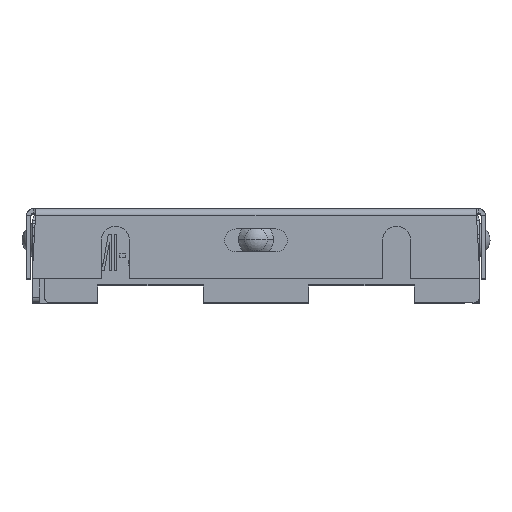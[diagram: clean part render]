
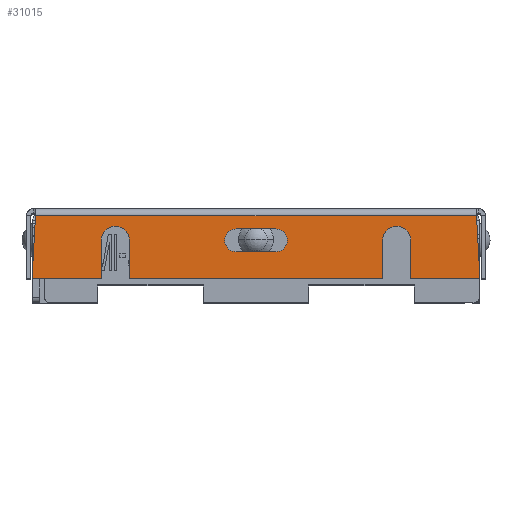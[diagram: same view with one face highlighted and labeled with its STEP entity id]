
A CAD part, top view. The second image highlights one B-rep face of the part: STEP entity #31015.
In plain terms, the highlighted planar face has unit normal (0, 0, 1).
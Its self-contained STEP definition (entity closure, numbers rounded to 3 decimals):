
#24078=DIRECTION('',(-0.056,-0.998,0.));
#24079=VECTOR('',#24078,1.803);
#24080=CARTESIAN_POINT('',(-6.27,0.8,7.01));
#24081=LINE('',#24080,#24079);
#24082=DIRECTION('',(-1.,0.,0.));
#24083=VECTOR('',#24082,12.539);
#24084=CARTESIAN_POINT('',(6.27,0.8,7.01));
#24085=LINE('',#24084,#24083);
#24086=DIRECTION('',(0.056,-0.998,0.));
#24087=VECTOR('',#24086,1.803);
#24088=CARTESIAN_POINT('',(6.27,0.8,7.01));
#24089=LINE('',#24088,#24087);
#24090=DIRECTION('',(0.,1.,0.));
#24091=VECTOR('',#24090,1.1);
#24092=CARTESIAN_POINT('',(4.4,-1.,7.01));
#24093=LINE('',#24092,#24091);
#24094=CARTESIAN_POINT('',(4.,0.1,7.01));
#24095=DIRECTION('',(0.,0.,1.));
#24096=DIRECTION('',(1.,0.,0.));
#24097=AXIS2_PLACEMENT_3D('',#24094,#24095,#24096);
#24099=DIRECTION('',(0.,1.,0.));
#24100=VECTOR('',#24099,1.1);
#24101=CARTESIAN_POINT('',(3.6,-1.,7.01));
#24102=LINE('',#24101,#24100);
#24103=DIRECTION('',(0.,1.,0.));
#24104=VECTOR('',#24103,1.1);
#24105=CARTESIAN_POINT('',(-3.6,-1.,7.01));
#24106=LINE('',#24105,#24104);
#24107=CARTESIAN_POINT('',(-4.,0.1,7.01));
#24108=DIRECTION('',(0.,0.,1.));
#24109=DIRECTION('',(1.,0.,0.));
#24110=AXIS2_PLACEMENT_3D('',#24107,#24108,#24109);
#24112=DIRECTION('',(0.,1.,0.));
#24113=VECTOR('',#24112,1.1);
#24114=CARTESIAN_POINT('',(-4.4,-1.,7.01));
#24115=LINE('',#24114,#24113);
#24116=DIRECTION('',(1.,0.,0.));
#24117=VECTOR('',#24116,1.13);
#24118=CARTESIAN_POINT('',(-0.565,0.425,7.01));
#24119=LINE('',#24118,#24117);
#24120=CARTESIAN_POINT('',(-0.565,0.1,7.01));
#24121=DIRECTION('',(0.,0.,1.));
#24122=DIRECTION('',(0.,1.,0.));
#24123=AXIS2_PLACEMENT_3D('',#24120,#24121,#24122);
#24125=DIRECTION('',(-1.,0.,0.));
#24126=VECTOR('',#24125,1.13);
#24127=CARTESIAN_POINT('',(0.565,-0.225,7.01));
#24128=LINE('',#24127,#24126);
#24129=CARTESIAN_POINT('',(0.565,0.1,7.01));
#24130=DIRECTION('',(0.,0.,1.));
#24131=DIRECTION('',(0.,-1.,0.));
#24132=AXIS2_PLACEMENT_3D('',#24129,#24130,#24131);
#24138=DIRECTION('',(1.,0.,0.));
#24139=VECTOR('',#24138,1.97);
#24140=CARTESIAN_POINT('',(-6.37,-1.,7.01));
#24141=LINE('',#24140,#24139);
#24154=DIRECTION('',(1.,0.,0.));
#24155=VECTOR('',#24154,1.97);
#24156=CARTESIAN_POINT('',(4.4,-1.,7.01));
#24157=LINE('',#24156,#24155);
#24166=DIRECTION('',(-1.,0.,0.));
#24167=VECTOR('',#24166,7.2);
#24168=CARTESIAN_POINT('',(3.6,-1.,7.01));
#24169=LINE('',#24168,#24167);
#27006=CARTESIAN_POINT('',(4.4,0.1,7.01));
#27007=CARTESIAN_POINT('',(3.6,0.1,7.01));
#27008=VERTEX_POINT('',#27006);
#27009=VERTEX_POINT('',#27007);
#27010=CARTESIAN_POINT('',(4.4,-1.,7.01));
#27011=VERTEX_POINT('',#27010);
#27012=CARTESIAN_POINT('',(3.6,-1.,7.01));
#27013=VERTEX_POINT('',#27012);
#27014=CARTESIAN_POINT('',(-3.6,0.1,7.01));
#27015=CARTESIAN_POINT('',(-4.4,0.1,7.01));
#27016=VERTEX_POINT('',#27014);
#27017=VERTEX_POINT('',#27015);
#27018=CARTESIAN_POINT('',(-3.6,-1.,7.01));
#27019=VERTEX_POINT('',#27018);
#27020=CARTESIAN_POINT('',(-4.4,-1.,7.01));
#27021=VERTEX_POINT('',#27020);
#27166=CARTESIAN_POINT('',(-0.565,0.425,7.01));
#27167=CARTESIAN_POINT('',(0.565,0.425,7.01));
#27168=VERTEX_POINT('',#27166);
#27169=VERTEX_POINT('',#27167);
#27170=CARTESIAN_POINT('',(0.565,-0.225,7.01));
#27171=VERTEX_POINT('',#27170);
#27172=CARTESIAN_POINT('',(-0.565,-0.225,7.01));
#27173=VERTEX_POINT('',#27172);
#27206=CARTESIAN_POINT('',(6.27,0.8,7.01));
#27207=CARTESIAN_POINT('',(6.37,-1.,7.01));
#27208=VERTEX_POINT('',#27206);
#27209=VERTEX_POINT('',#27207);
#27278=CARTESIAN_POINT('',(-6.27,0.8,7.01));
#27279=CARTESIAN_POINT('',(-6.37,-1.,7.01));
#27280=VERTEX_POINT('',#27278);
#27281=VERTEX_POINT('',#27279);
#30976=CARTESIAN_POINT('',(6.33,0.8,7.01));
#30977=DIRECTION('',(0.,0.,1.));
#30978=DIRECTION('',(0.,-1.,0.));
#30979=AXIS2_PLACEMENT_3D('',#30976,#30977,#30978);
#30980=PLANE('',#30979);
#30982=ORIENTED_EDGE('',*,*,#30981,.F.);
#30983=ORIENTED_EDGE('',*,*,#29872,.F.);
#30984=ORIENTED_EDGE('',*,*,#30966,.T.);
#30986=ORIENTED_EDGE('',*,*,#30985,.F.);
#30988=ORIENTED_EDGE('',*,*,#30987,.T.);
#30990=ORIENTED_EDGE('',*,*,#30989,.T.);
#30992=ORIENTED_EDGE('',*,*,#30991,.F.);
#30994=ORIENTED_EDGE('',*,*,#30993,.T.);
#30996=ORIENTED_EDGE('',*,*,#30995,.T.);
#30998=ORIENTED_EDGE('',*,*,#30997,.T.);
#31000=ORIENTED_EDGE('',*,*,#30999,.F.);
#31002=ORIENTED_EDGE('',*,*,#31001,.F.);
#31003=EDGE_LOOP('',(#30982,#30983,#30984,#30986,#30988,#30990,#30992,#30994,
#30996,#30998,#31000,#31002));
#31004=FACE_OUTER_BOUND('',#31003,.F.);
#31006=ORIENTED_EDGE('',*,*,#31005,.F.);
#31008=ORIENTED_EDGE('',*,*,#31007,.T.);
#31010=ORIENTED_EDGE('',*,*,#31009,.F.);
#31012=ORIENTED_EDGE('',*,*,#31011,.T.);
#31013=EDGE_LOOP('',(#31006,#31008,#31010,#31012));
#31014=FACE_BOUND('',#31013,.F.);
#24098=CIRCLE('',#24097,0.4);
#24111=CIRCLE('',#24110,0.4);
#24124=CIRCLE('',#24123,0.325);
#24133=CIRCLE('',#24132,0.325);
#29872=EDGE_CURVE('',#27208,#27280,#24085,.T.);
#30966=EDGE_CURVE('',#27208,#27209,#24089,.T.);
#30981=EDGE_CURVE('',#27280,#27281,#24081,.T.);
#30985=EDGE_CURVE('',#27011,#27209,#24157,.T.);
#30987=EDGE_CURVE('',#27011,#27008,#24093,.T.);
#30989=EDGE_CURVE('',#27008,#27009,#24098,.T.);
#30991=EDGE_CURVE('',#27013,#27009,#24102,.T.);
#30993=EDGE_CURVE('',#27013,#27019,#24169,.T.);
#30995=EDGE_CURVE('',#27019,#27016,#24106,.T.);
#30997=EDGE_CURVE('',#27016,#27017,#24111,.T.);
#30999=EDGE_CURVE('',#27021,#27017,#24115,.T.);
#31001=EDGE_CURVE('',#27281,#27021,#24141,.T.);
#31005=EDGE_CURVE('',#27168,#27169,#24119,.T.);
#31007=EDGE_CURVE('',#27168,#27173,#24124,.T.);
#31009=EDGE_CURVE('',#27171,#27173,#24128,.T.);
#31011=EDGE_CURVE('',#27171,#27169,#24133,.T.);
#31015=ADVANCED_FACE('',(#31004,#31014),#30980,.T.);
